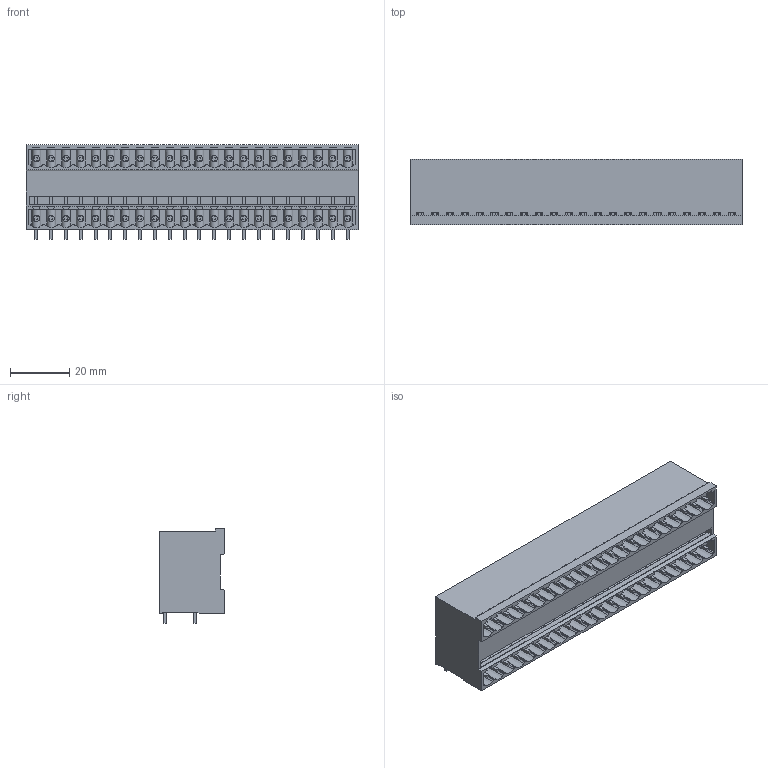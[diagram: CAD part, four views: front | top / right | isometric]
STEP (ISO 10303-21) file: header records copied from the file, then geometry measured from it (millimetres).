
FILE_DESCRIPTION(('CATIA V5R24 STEP','CAx-IF Rec.Pracs.--- Model Styling and Organization---1.4--- 2014-01-23'),'2;1');
FILE_NAME ('D1453492_1_1614550000_1614550000.stp','2021-12-08T07:19:32+00:00',('none'),('Weidmueller'),'CATIA Version 5-6 Release 2016 SP3 HF44','CATIA V5 STEP AP214','none');
FILE_SCHEMA(('AUTOMOTIVE_DESIGN { 1 0 10303 214 1 1 1 1 }'));
Products named in the file (1): 1614550000
Bounding box: 112 x 22 x 31.85 mm (x, y, z)
Volume: 47197.3 mm3; surface area: 32868.2 mm2
Topology: 45 solids, 45 shells, 1911 faces, 5552 edges, 3714 vertices
Faces by surface type: plane 1603, cylinder 264, extrusion 44
Entity records: 61489 total; most frequent: CARTESIAN_POINT 14753, ORIENTED_EDGE 11104, DIRECTION 7210, EDGE_CURVE 5552, VECTOR 4934, LINE 4890, VERTEX_POINT 3714, EDGE_LOOP 2114
